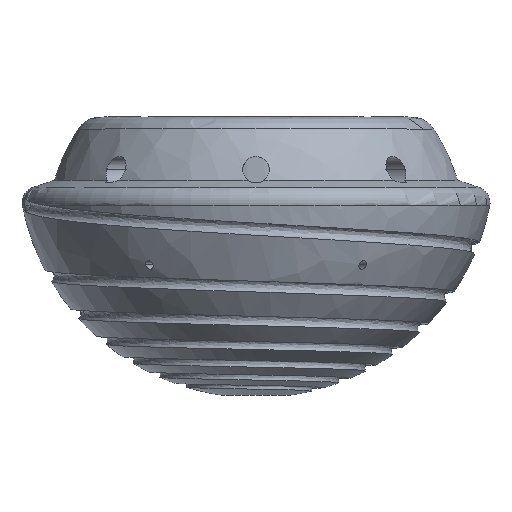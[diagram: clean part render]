
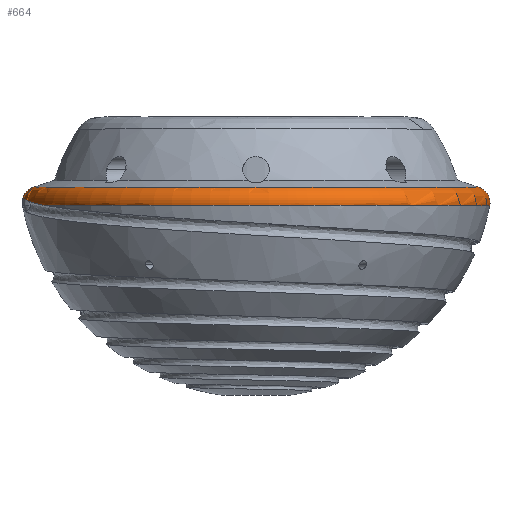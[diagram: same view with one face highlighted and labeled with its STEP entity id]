
A CAD part, top view. The second image highlights one B-rep face of the part: STEP entity #664.
In plain terms, the highlighted toroidal (fillet/blend) face has major radius 20.601 mm and minor radius 1.5 mm.
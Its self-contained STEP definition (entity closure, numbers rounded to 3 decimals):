
#261 = CARTESIAN_POINT ( 'NONE',  ( 21.067, 19.35, 0. ) ) ;
#271 = CARTESIAN_POINT ( 'NONE',  ( -21.965, 18.325, 1.89 ) ) ;
#331 = CARTESIAN_POINT ( 'NONE',  ( -21.965, 18.325, 1.89 ) ) ;
#504 = ORIENTED_EDGE ( 'NONE', *, *, #6009, .F. ) ;
#584 = ORIENTED_EDGE ( 'NONE', *, *, #4821, .T. ) ;
#603 = AXIS2_PLACEMENT_3D ( 'NONE', #4053, #6623, #4290 ) ;
#652 = DIRECTION ( 'NONE',  ( -1., 0., 0. ) ) ;
#664 = ADVANCED_FACE ( 'NONE', ( #3016 ), #4266, .T. ) ;
#668 = VERTEX_POINT ( 'NONE', #8185 ) ;
#869 = CIRCLE ( 'NONE', #5876, 22.072 ) ;
#917 = CARTESIAN_POINT ( 'NONE',  ( -19.917, 17.634, 9.513 ) ) ;
#937 = CARTESIAN_POINT ( 'NONE',  ( -21.067, 19.35, 0. ) ) ;
#943 = CARTESIAN_POINT ( 'NONE',  ( -22.028, 18.1, 1.89 ) ) ;
#1021 = VERTEX_POINT ( 'NONE', #331 ) ;
#1026 = DIRECTION ( 'NONE',  ( 0., -1., 0. ) ) ;
#1161 = ORIENTED_EDGE ( 'NONE', *, *, #5294, .F. ) ;
#1407 = EDGE_CURVE ( 'NONE', #7249, #1021, #6347, .T. ) ;
#1506 = CARTESIAN_POINT ( 'NONE',  ( -21.993, 17.634, 1.871 ) ) ;
#1537 = AXIS2_PLACEMENT_3D ( 'NONE', #3032, #6755, #4344 ) ;
#1625 = CARTESIAN_POINT ( 'NONE',  ( 0., 17.634, 0. ) ) ;
#1773 = EDGE_CURVE ( 'NONE', #8127, #5354, #6231, .T. ) ;
#2086 = AXIS2_PLACEMENT_3D ( 'NONE', #1625, #8055, #4120 ) ;
#2234 = CARTESIAN_POINT ( 'NONE',  ( -21.495, 18.028, 5.17 ) ) ;
#2296 = DIRECTION ( 'NONE',  ( -1., 0., 0. ) ) ;
#2533 = VERTEX_POINT ( 'NONE', #4137 ) ;
#2823 = CARTESIAN_POINT ( 'NONE',  ( -21.85, 18.209, 3.214 ) ) ;
#2910 = CARTESIAN_POINT ( 'NONE',  ( -20.949, 17.854, 7.071 ) ) ;
#3016 = FACE_OUTER_BOUND ( 'NONE', #4511, .T. ) ;
#3032 = CARTESIAN_POINT ( 'NONE',  ( 0., 19.35, 0. ) ) ;
#3401 = CARTESIAN_POINT ( 'NONE',  ( -21.965, 18.325, 1.89 ) ) ;
#3541 = CARTESIAN_POINT ( 'NONE',  ( -21.152, 17.911, 6.443 ) ) ;
#3558 = AXIS2_PLACEMENT_3D ( 'NONE', #7091, #4471, #3917 ) ;
#3739 = EDGE_CURVE ( 'NONE', #5354, #5661, #4924, .T. ) ;
#3917 = DIRECTION ( 'NONE',  ( 1., 0., 0. ) ) ;
#4053 = CARTESIAN_POINT ( 'NONE',  ( 0., 17.925, 0. ) ) ;
#4120 = DIRECTION ( 'NONE',  ( -1., 0., 0. ) ) ;
#4137 = CARTESIAN_POINT ( 'NONE',  ( 22.072, 17.634, 0. ) ) ;
#4223 = CARTESIAN_POINT ( 'NONE',  ( -20.48, 17.742, 8.308 ) ) ;
#4266 = TOROIDAL_SURFACE ( 'NONE', #603, 20.601, 1.5 ) ;
#4290 = DIRECTION ( 'NONE',  ( -1., 0., 0. ) ) ;
#4344 = DIRECTION ( 'NONE',  ( -1., 0., 0. ) ) ;
#4471 = DIRECTION ( 'NONE',  ( 0., 0., 1. ) ) ;
#4511 = EDGE_LOOP ( 'NONE', ( #1161, #584, #5626, #5569, #504, #8394, #6350 ) ) ;
#4797 = CIRCLE ( 'NONE', #2086, 22.072 ) ;
#4821 = EDGE_CURVE ( 'NONE', #2533, #5661, #5732, .T. ) ;
#4924 = CIRCLE ( 'NONE', #1537, 21.067 ) ;
#5188 = B_SPLINE_CURVE_WITH_KNOTS ( 'NONE', 3,
 ( #1506, #6615, #943, #3401 ),
 .UNSPECIFIED., .F., .F.,
 ( 4, 4 ),
 ( 0., 0.001 ),
 .UNSPECIFIED. ) ;
#5294 = EDGE_CURVE ( 'NONE', #2533, #7249, #4797, .T. ) ;
#5354 = VERTEX_POINT ( 'NONE', #937 ) ;
#5569 = ORIENTED_EDGE ( 'NONE', *, *, #1773, .F. ) ;
#5626 = ORIENTED_EDGE ( 'NONE', *, *, #3739, .F. ) ;
#5661 = VERTEX_POINT ( 'NONE', #261 ) ;
#5732 = CIRCLE ( 'NONE', #3558, 1.5 ) ;
#5876 = AXIS2_PLACEMENT_3D ( 'NONE', #6487, #1026, #2296 ) ;
#6009 = EDGE_CURVE ( 'NONE', #668, #8127, #869, .T. ) ;
#6231 = CIRCLE ( 'NONE', #7309, 1.5 ) ;
#6347 = B_SPLINE_CURVE_WITH_KNOTS ( 'NONE', 3,
 ( #917, #8032, #4223, #2910, #3541, #2234, #6758, #2823, #7987, #271 ),
 .UNSPECIFIED., .F., .F.,
 ( 4, 2, 2, 2, 4 ),
 ( 0., 0.002, 0.004, 0.006, 0.008 ),
 .UNSPECIFIED. ) ;
#6350 = ORIENTED_EDGE ( 'NONE', *, *, #1407, .F. ) ;
#6457 = DIRECTION ( 'NONE',  ( 0., 0., -1. ) ) ;
#6487 = CARTESIAN_POINT ( 'NONE',  ( 0., 17.634, 0. ) ) ;
#6615 = CARTESIAN_POINT ( 'NONE',  ( -22.037, 17.863, 1.884 ) ) ;
#6623 = DIRECTION ( 'NONE',  ( 0., 1., 0. ) ) ;
#6755 = DIRECTION ( 'NONE',  ( 0., 1., 0. ) ) ;
#6758 = CARTESIAN_POINT ( 'NONE',  ( -21.635, 18.088, 4.524 ) ) ;
#7091 = CARTESIAN_POINT ( 'NONE',  ( 20.601, 17.925, 0. ) ) ;
#7249 = VERTEX_POINT ( 'NONE', #7836 ) ;
#7309 = AXIS2_PLACEMENT_3D ( 'NONE', #7727, #6457, #652 ) ;
#7562 = CARTESIAN_POINT ( 'NONE',  ( -22.072, 17.634, 0. ) ) ;
#7727 = CARTESIAN_POINT ( 'NONE',  ( -20.601, 17.925, 0. ) ) ;
#7836 = CARTESIAN_POINT ( 'NONE',  ( -19.917, 17.634, 9.513 ) ) ;
#7987 = CARTESIAN_POINT ( 'NONE',  ( -21.923, 18.272, 2.554 ) ) ;
#8032 = CARTESIAN_POINT ( 'NONE',  ( -20.213, 17.687, 8.918 ) ) ;
#8055 = DIRECTION ( 'NONE',  ( 0., -1., 0. ) ) ;
#8127 = VERTEX_POINT ( 'NONE', #7562 ) ;
#8185 = CARTESIAN_POINT ( 'NONE',  ( -21.993, 17.634, 1.871 ) ) ;
#8238 = EDGE_CURVE ( 'NONE', #668, #1021, #5188, .T. ) ;
#8394 = ORIENTED_EDGE ( 'NONE', *, *, #8238, .T. ) ;
